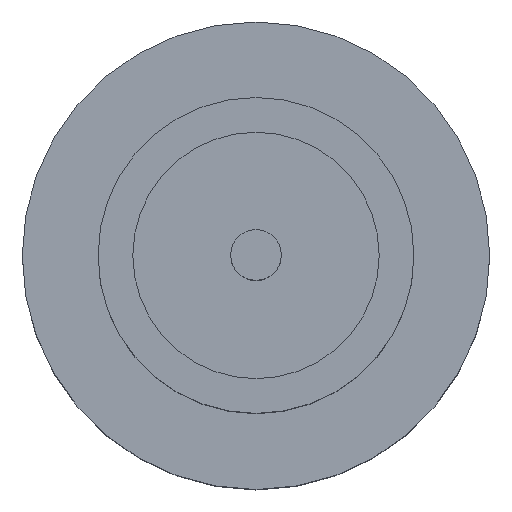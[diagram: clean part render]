
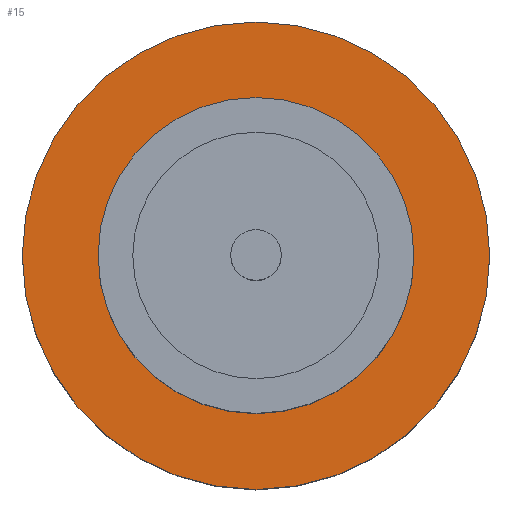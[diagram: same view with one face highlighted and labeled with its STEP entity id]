
A CAD part, top view. The second image highlights one B-rep face of the part: STEP entity #15.
In plain terms, the highlighted planar face has unit normal (0, 0, 1).
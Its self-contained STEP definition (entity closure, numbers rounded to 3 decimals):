
#6 = CIRCLE ( 'NONE', #125, 1.25 ) ;
#15 = ADVANCED_FACE ( 'NONE', ( #593, #238 ), #26, .T. ) ;
#26 = PLANE ( 'NONE',  #597 ) ;
#30 = AXIS2_PLACEMENT_3D ( 'NONE', #841, #112, #250 ) ;
#35 = CARTESIAN_POINT ( 'NONE',  ( 0., 0., 1.55 ) ) ;
#45 = ORIENTED_EDGE ( 'NONE', *, *, #311, .F. ) ;
#63 = VERTEX_POINT ( 'NONE', #234 ) ;
#81 = CARTESIAN_POINT ( 'NONE',  ( 1.25, 0., 1.55 ) ) ;
#112 = DIRECTION ( 'NONE',  ( 0., 0., 1. ) ) ;
#125 = AXIS2_PLACEMENT_3D ( 'NONE', #154, #571, #366 ) ;
#144 = DIRECTION ( 'NONE',  ( 0., 0., 1. ) ) ;
#154 = CARTESIAN_POINT ( 'NONE',  ( 0., 0., 1.55 ) ) ;
#234 = CARTESIAN_POINT ( 'NONE',  ( -1.85, 0., 1.55 ) ) ;
#238 = FACE_OUTER_BOUND ( 'NONE', #538, .T. ) ;
#250 = DIRECTION ( 'NONE',  ( 1., 0., 0. ) ) ;
#291 = DIRECTION ( 'NONE',  ( 1., 0., 0. ) ) ;
#311 = EDGE_CURVE ( 'NONE', #325, #633, #534, .T. ) ;
#325 = VERTEX_POINT ( 'NONE', #687 ) ;
#326 = EDGE_CURVE ( 'NONE', #835, #63, #762, .T. ) ;
#342 = ORIENTED_EDGE ( 'NONE', *, *, #846, .T. ) ;
#365 = DIRECTION ( 'NONE',  ( 1., 0., 0. ) ) ;
#366 = DIRECTION ( 'NONE',  ( 1., 0., 0. ) ) ;
#381 = ORIENTED_EDGE ( 'NONE', *, *, #326, .T. ) ;
#393 = CIRCLE ( 'NONE', #733, 1.85 ) ;
#403 = CARTESIAN_POINT ( 'NONE',  ( 1.85, 0., 1.55 ) ) ;
#417 = DIRECTION ( 'NONE',  ( 1., 0., 0. ) ) ;
#486 = DIRECTION ( 'NONE',  ( 0., 0., 1. ) ) ;
#534 = CIRCLE ( 'NONE', #618, 1.25 ) ;
#538 = EDGE_LOOP ( 'NONE', ( #342, #381 ) ) ;
#560 = EDGE_LOOP ( 'NONE', ( #812, #45 ) ) ;
#564 = CARTESIAN_POINT ( 'NONE',  ( 0., 0., 1.55 ) ) ;
#571 = DIRECTION ( 'NONE',  ( 0., 0., 1. ) ) ;
#593 = FACE_BOUND ( 'NONE', #560, .T. ) ;
#597 = AXIS2_PLACEMENT_3D ( 'NONE', #564, #486, #417 ) ;
#618 = AXIS2_PLACEMENT_3D ( 'NONE', #35, #690, #365 ) ;
#633 = VERTEX_POINT ( 'NONE', #81 ) ;
#653 = EDGE_CURVE ( 'NONE', #633, #325, #6, .T. ) ;
#678 = CARTESIAN_POINT ( 'NONE',  ( 0., 0., 1.55 ) ) ;
#687 = CARTESIAN_POINT ( 'NONE',  ( -1.25, 0., 1.55 ) ) ;
#690 = DIRECTION ( 'NONE',  ( 0., 0., 1. ) ) ;
#733 = AXIS2_PLACEMENT_3D ( 'NONE', #678, #144, #291 ) ;
#762 = CIRCLE ( 'NONE', #30, 1.85 ) ;
#812 = ORIENTED_EDGE ( 'NONE', *, *, #653, .F. ) ;
#835 = VERTEX_POINT ( 'NONE', #403 ) ;
#841 = CARTESIAN_POINT ( 'NONE',  ( 0., 0., 1.55 ) ) ;
#846 = EDGE_CURVE ( 'NONE', #63, #835, #393, .T. ) ;
